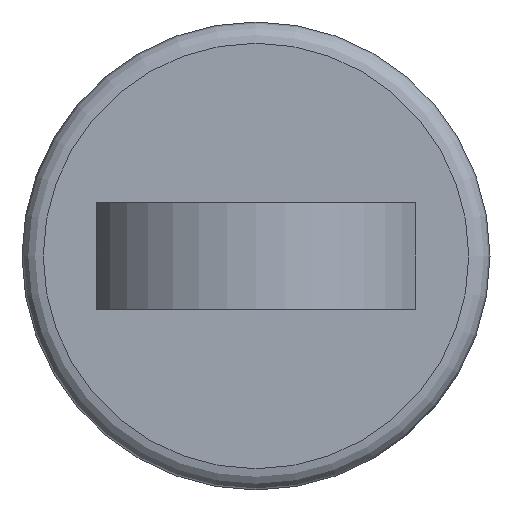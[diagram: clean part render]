
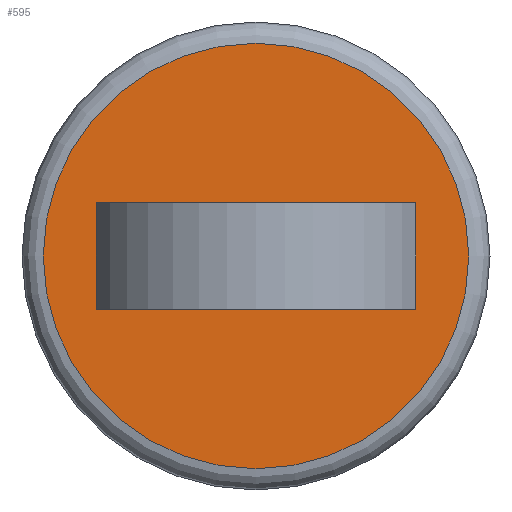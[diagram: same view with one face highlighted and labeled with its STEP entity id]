
A CAD part, left-side view. The second image highlights one B-rep face of the part: STEP entity #595.
In plain terms, the highlighted planar face has unit normal (-1, 0, 0).
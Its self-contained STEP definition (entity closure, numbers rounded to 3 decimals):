
#28=PLANE('',#654);
#41=FACE_BOUND('',#205,.T.);
#73=LINE('',#974,#109);
#82=LINE('',#993,#118);
#83=LINE('',#996,#119);
#86=LINE('',#1003,#122);
#109=VECTOR('',#766,11.);
#118=VECTOR('',#781,5.);
#119=VECTOR('',#784,11.);
#122=VECTOR('',#791,5.);
#160=FACE_OUTER_BOUND('',#204,.T.);
#204=EDGE_LOOP('',(#502));
#205=EDGE_LOOP('',(#503,#504,#505,#506));
#247=CIRCLE('',#652,10.);
#292=VERTEX_POINT('',#972);
#293=VERTEX_POINT('',#973);
#300=VERTEX_POINT('',#991);
#301=VERTEX_POINT('',#995);
#304=VERTEX_POINT('',#1009);
#357=EDGE_CURVE('',#292,#293,#73,.T.);
#367=EDGE_CURVE('',#293,#300,#82,.T.);
#368=EDGE_CURVE('',#300,#301,#83,.T.);
#372=EDGE_CURVE('',#301,#292,#86,.T.);
#375=EDGE_CURVE('',#304,#304,#247,.T.);
#502=ORIENTED_EDGE('',*,*,#375,.F.);
#503=ORIENTED_EDGE('',*,*,#357,.T.);
#504=ORIENTED_EDGE('',*,*,#367,.T.);
#505=ORIENTED_EDGE('',*,*,#368,.T.);
#506=ORIENTED_EDGE('',*,*,#372,.T.);
#595=ADVANCED_FACE('',(#160,#41),#28,.T.);
#652=AXIS2_PLACEMENT_3D('',#1010,#800,#801);
#654=AXIS2_PLACEMENT_3D('',#1013,#804,#805);
#766=DIRECTION('',(0.,1.,0.));
#781=DIRECTION('',(0.,0.,1.));
#784=DIRECTION('',(0.,-1.,0.));
#791=DIRECTION('',(0.,0.,-1.));
#800=DIRECTION('center_axis',(1.,0.,0.));
#801=DIRECTION('ref_axis',(0.,-1.,0.));
#804=DIRECTION('center_axis',(-1.,0.,0.));
#805=DIRECTION('ref_axis',(0.,0.,1.));
#972=CARTESIAN_POINT('',(0.,-5.5,-2.5));
#973=CARTESIAN_POINT('',(0.,5.5,-2.5));
#974=CARTESIAN_POINT('',(0.,7.169,-2.5));
#991=CARTESIAN_POINT('',(0.,5.5,2.5));
#993=CARTESIAN_POINT('',(0.,5.5,0.));
#995=CARTESIAN_POINT('',(0.,-5.5,2.5));
#996=CARTESIAN_POINT('',(0.,7.169,2.5));
#1003=CARTESIAN_POINT('',(0.,-5.5,0.));
#1009=CARTESIAN_POINT('',(0.,10.,0.));
#1010=CARTESIAN_POINT('Origin',(0.,0.,
0.));
#1013=CARTESIAN_POINT('Origin',(0.,11.,0.));
